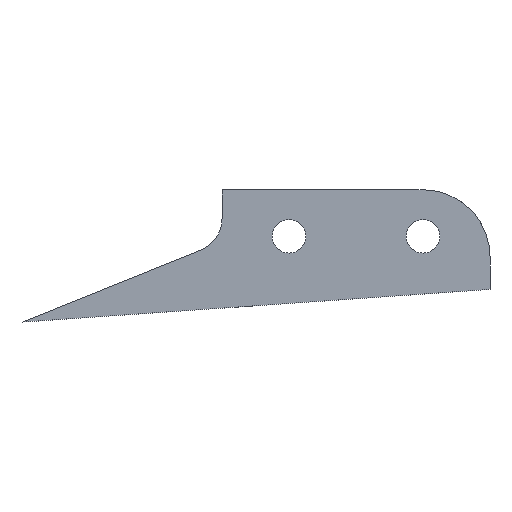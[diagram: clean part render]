
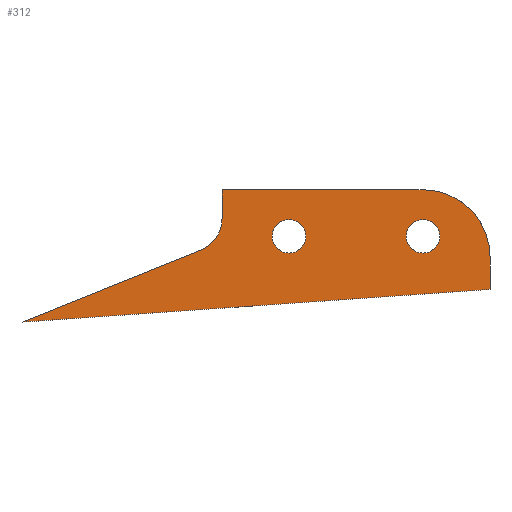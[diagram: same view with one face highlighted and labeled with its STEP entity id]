
A CAD part, front view. The second image highlights one B-rep face of the part: STEP entity #312.
In plain terms, the highlighted planar face has unit normal (0, -1, 0).
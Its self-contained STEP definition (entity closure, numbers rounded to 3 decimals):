
#2 = DIRECTION ( 'NONE',  ( 0.998, 0., 0.07 ) ) ;
#8 = VERTEX_POINT ( 'NONE', #46 ) ;
#22 = LINE ( 'NONE', #57, #411 ) ;
#23 = DIRECTION ( 'NONE',  ( 0., 1., 0. ) ) ;
#24 = CARTESIAN_POINT ( 'NONE',  ( -122.655, 152.48, 1.947 ) ) ;
#25 = CARTESIAN_POINT ( 'NONE',  ( -146.502, 152.48, -1.073 ) ) ;
#29 = B_SPLINE_CURVE_WITH_KNOTS ( 'NONE', 3,
 ( #291, #469, #59, #397, #364, #145, #323, #102, #24, #289, #466, #253, #432, #212 ),
 .UNSPECIFIED., .F., .F.,
 ( 4, 2, 2, 2, 2, 2, 4 ),
 ( 0., 0.125, 0.25, 0.5, 0.75, 0.875, 1. ),
 .UNSPECIFIED. ) ;
#36 = LINE ( 'NONE', #464, #226 ) ;
#45 = EDGE_CURVE ( 'NONE', #85, #79, #162, .T. ) ;
#46 = CARTESIAN_POINT ( 'NONE',  ( -127.452, 152.48, 3.149 ) ) ;
#49 = VECTOR ( 'NONE', #260, 1000. ) ;
#50 = ORIENTED_EDGE ( 'NONE', *, *, #130, .T. ) ;
#56 = DIRECTION ( 'NONE',  ( 0., 0., 1. ) ) ;
#57 = CARTESIAN_POINT ( 'NONE',  ( -156.027, 152.48, 3.149 ) ) ;
#59 = CARTESIAN_POINT ( 'NONE',  ( -117.988, 152.48, -5.128 ) ) ;
#63 = CIRCLE ( 'NONE', #161, 2.381 ) ;
#68 = DIRECTION ( 'NONE',  ( 0., -1., 0. ) ) ;
#79 = VERTEX_POINT ( 'NONE', #25 ) ;
#82 = LINE ( 'NONE', #477, #273 ) ;
#85 = VERTEX_POINT ( 'NONE', #254 ) ;
#86 = EDGE_LOOP ( 'NONE', ( #135, #462 ) ) ;
#97 = CARTESIAN_POINT ( 'NONE',  ( -157.695, 152.48, -4.84 ) ) ;
#99 = DIRECTION ( 'NONE',  ( -0.927, 0., -0.375 ) ) ;
#100 = PLANE ( 'NONE',  #346 ) ;
#102 = CARTESIAN_POINT ( 'NONE',  ( -121.598, 152.48, 1.241 ) ) ;
#109 = CARTESIAN_POINT ( 'NONE',  ( -159.006, 152.48, -5.369 ) ) ;
#112 = AXIS2_PLACEMENT_3D ( 'NONE', #132, #204, #404 ) ;
#114 = ORIENTED_EDGE ( 'NONE', *, *, #165, .T. ) ;
#118 = EDGE_CURVE ( 'NONE', #126, #277, #36, .T. ) ;
#121 = CIRCLE ( 'NONE', #243, 2.381 ) ;
#126 = VERTEX_POINT ( 'NONE', #174 ) ;
#127 = EDGE_LOOP ( 'NONE', ( #345, #454 ) ) ;
#130 = EDGE_CURVE ( 'NONE', #427, #391, #22, .T. ) ;
#132 = CARTESIAN_POINT ( 'NONE',  ( -146.502, 152.48, -3.455 ) ) ;
#135 = ORIENTED_EDGE ( 'NONE', *, *, #153, .F. ) ;
#142 = DIRECTION ( 'NONE',  ( 0., 0., -1. ) ) ;
#143 = CARTESIAN_POINT ( 'NONE',  ( -184.475, 152.48, -15.659 ) ) ;
#145 = CARTESIAN_POINT ( 'NONE',  ( -119.129, 152.48, -1.579 ) ) ;
#153 = EDGE_CURVE ( 'NONE', #286, #175, #63, .T. ) ;
#157 = CARTESIAN_POINT ( 'NONE',  ( -159.006, 152.48, -5.369 ) ) ;
#161 = AXIS2_PLACEMENT_3D ( 'NONE', #470, #372, #472 ) ;
#162 = CIRCLE ( 'NONE', #112, 2.381 ) ;
#165 = EDGE_CURVE ( 'NONE', #375, #460, #352, .T. ) ;
#166 = LINE ( 'NONE', #329, #49 ) ;
#170 = DIRECTION ( 'NONE',  ( 0., 0., -1. ) ) ;
#173 = EDGE_CURVE ( 'NONE', #8, #427, #166, .T. ) ;
#174 = CARTESIAN_POINT ( 'NONE',  ( -117.927, 152.48, -11.006 ) ) ;
#175 = VERTEX_POINT ( 'NONE', #434 ) ;
#178 = CARTESIAN_POINT ( 'NONE',  ( -156.027, 152.48, -2.366 ) ) ;
#181 = CARTESIAN_POINT ( 'NONE',  ( -156.027, 152.48, -0.953 ) ) ;
#192 = EDGE_CURVE ( 'NONE', #79, #85, #435, .T. ) ;
#199 = ORIENTED_EDGE ( 'NONE', *, *, #445, .T. ) ;
#204 = DIRECTION ( 'NONE',  ( 0., -1., 0. ) ) ;
#212 = CARTESIAN_POINT ( 'NONE',  ( -127.452, 152.48, 3.149 ) ) ;
#226 = VECTOR ( 'NONE', #250, 1000. ) ;
#243 = AXIS2_PLACEMENT_3D ( 'NONE', #363, #429, #170 ) ;
#250 = DIRECTION ( 'NONE',  ( 0., 0., 1. ) ) ;
#251 = ORIENTED_EDGE ( 'NONE', *, *, #302, .T. ) ;
#253 = CARTESIAN_POINT ( 'NONE',  ( -126.205, 152.48, 3.088 ) ) ;
#254 = CARTESIAN_POINT ( 'NONE',  ( -146.502, 152.48, -5.836 ) ) ;
#256 = CARTESIAN_POINT ( 'NONE',  ( -127.452, 152.48, -1.073 ) ) ;
#259 = VECTOR ( 'NONE', #99, 1000. ) ;
#260 = DIRECTION ( 'NONE',  ( -1., 0., 0. ) ) ;
#273 = VECTOR ( 'NONE', #2, 1000. ) ;
#276 = ORIENTED_EDGE ( 'NONE', *, *, #479, .T. ) ;
#277 = VERTEX_POINT ( 'NONE', #407 ) ;
#286 = VERTEX_POINT ( 'NONE', #256 ) ;
#289 = CARTESIAN_POINT ( 'NONE',  ( -124.383, 152.48, 2.663 ) ) ;
#291 = CARTESIAN_POINT ( 'NONE',  ( -117.927, 152.48, -6.376 ) ) ;
#295 = DIRECTION ( 'NONE',  ( 0., 0., -1. ) ) ;
#302 = EDGE_CURVE ( 'NONE', #277, #8, #29, .T. ) ;
#305 = FACE_BOUND ( 'NONE', #127, .T. ) ;
#309 = EDGE_CURVE ( 'NONE', #175, #286, #121, .T. ) ;
#312 = ADVANCED_FACE ( 'NONE', ( #402, #313, #305 ), #100, .F. ) ;
#313 = FACE_BOUND ( 'NONE', #86, .T. ) ;
#319 = CARTESIAN_POINT ( 'NONE',  ( -159.006, 152.48, -5.369 ) ) ;
#323 = CARTESIAN_POINT ( 'NONE',  ( -119.836, 152.48, -0.522 ) ) ;
#325 = B_SPLINE_CURVE_WITH_KNOTS ( 'NONE', 4,
 ( #400, #178, #471, #97, #157 ),
 .UNSPECIFIED., .F., .F.,
 ( 5, 5 ),
 ( 24.271, 29.924 ),
 .UNSPECIFIED. ) ;
#329 = CARTESIAN_POINT ( 'NONE',  ( -127.452, 152.48, 3.149 ) ) ;
#333 = CARTESIAN_POINT ( 'NONE',  ( -146.502, 152.48, -3.455 ) ) ;
#338 = ORIENTED_EDGE ( 'NONE', *, *, #173, .T. ) ;
#345 = ORIENTED_EDGE ( 'NONE', *, *, #192, .F. ) ;
#346 = AXIS2_PLACEMENT_3D ( 'NONE', #394, #23, #56 ) ;
#352 = LINE ( 'NONE', #319, #259 ) ;
#357 = AXIS2_PLACEMENT_3D ( 'NONE', #333, #68, #295 ) ;
#358 = EDGE_LOOP ( 'NONE', ( #276, #383, #251, #338, #50, #199, #114 ) ) ;
#363 = CARTESIAN_POINT ( 'NONE',  ( -127.452, 152.48, -3.455 ) ) ;
#364 = CARTESIAN_POINT ( 'NONE',  ( -118.413, 152.48, -3.306 ) ) ;
#372 = DIRECTION ( 'NONE',  ( 0., -1., 0. ) ) ;
#375 = VERTEX_POINT ( 'NONE', #109 ) ;
#383 = ORIENTED_EDGE ( 'NONE', *, *, #118, .T. ) ;
#391 = VERTEX_POINT ( 'NONE', #181 ) ;
#394 = CARTESIAN_POINT ( 'NONE',  ( -120.717, 152.48, 0.359 ) ) ;
#397 = CARTESIAN_POINT ( 'NONE',  ( -118.231, 152.48, -3.906 ) ) ;
#400 = CARTESIAN_POINT ( 'NONE',  ( -156.027, 152.48, -0.953 ) ) ;
#402 = FACE_OUTER_BOUND ( 'NONE', #358, .T. ) ;
#403 = CARTESIAN_POINT ( 'NONE',  ( -156.027, 152.48, 3.149 ) ) ;
#404 = DIRECTION ( 'NONE',  ( 0., 0., -1. ) ) ;
#407 = CARTESIAN_POINT ( 'NONE',  ( -117.927, 152.48, -6.376 ) ) ;
#411 = VECTOR ( 'NONE', #142, 1000. ) ;
#427 = VERTEX_POINT ( 'NONE', #403 ) ;
#429 = DIRECTION ( 'NONE',  ( 0., -1., 0. ) ) ;
#432 = CARTESIAN_POINT ( 'NONE',  ( -126.828, 152.48, 3.149 ) ) ;
#434 = CARTESIAN_POINT ( 'NONE',  ( -127.452, 152.48, -5.836 ) ) ;
#435 = CIRCLE ( 'NONE', #357, 2.381 ) ;
#445 = EDGE_CURVE ( 'NONE', #391, #375, #325, .T. ) ;
#454 = ORIENTED_EDGE ( 'NONE', *, *, #45, .F. ) ;
#460 = VERTEX_POINT ( 'NONE', #143 ) ;
#462 = ORIENTED_EDGE ( 'NONE', *, *, #309, .F. ) ;
#464 = CARTESIAN_POINT ( 'NONE',  ( -117.927, 152.48, -11.006 ) ) ;
#466 = CARTESIAN_POINT ( 'NONE',  ( -124.983, 152.48, 2.845 ) ) ;
#469 = CARTESIAN_POINT ( 'NONE',  ( -117.927, 152.48, -5.75 ) ) ;
#470 = CARTESIAN_POINT ( 'NONE',  ( -127.452, 152.48, -3.455 ) ) ;
#471 = CARTESIAN_POINT ( 'NONE',  ( -156.59, 152.48, -3.786 ) ) ;
#472 = DIRECTION ( 'NONE',  ( 0., 0., -1. ) ) ;
#477 = CARTESIAN_POINT ( 'NONE',  ( -184.475, 152.48, -15.659 ) ) ;
#479 = EDGE_CURVE ( 'NONE', #460, #126, #82, .T. ) ;
